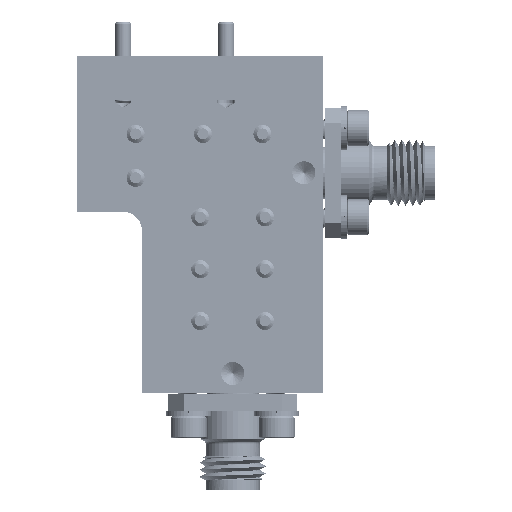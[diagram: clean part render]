
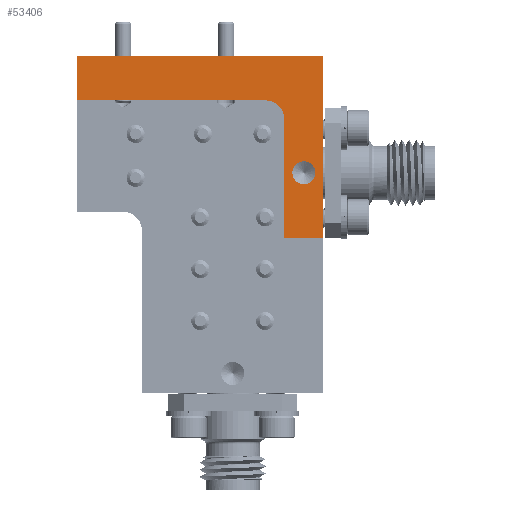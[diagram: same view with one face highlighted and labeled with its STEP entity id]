
A CAD part, front view. The second image highlights one B-rep face of the part: STEP entity #53406.
In plain terms, the highlighted planar face has unit normal (0, -1, 0).
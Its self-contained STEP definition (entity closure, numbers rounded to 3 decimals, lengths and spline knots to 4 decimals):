
#92 = EDGE_CURVE ( 'NONE', #37624, #75639, #50102, .T. ) ;
#577 = CARTESIAN_POINT ( 'NONE',  ( 0.325, 0., 0.33 ) ) ;
#909 = ORIENTED_EDGE ( 'NONE', *, *, #92, .F. ) ;
#1037 = FACE_BOUND ( 'NONE', #56753, .T. ) ;
#1164 = CARTESIAN_POINT ( 'NONE',  ( 0.4, 0., 0.255 ) ) ;
#1534 = ORIENTED_EDGE ( 'NONE', *, *, #19100, .F. ) ;
#2053 = CARTESIAN_POINT ( 'NONE',  ( 0., 0., 0.5 ) ) ;
#2321 = CARTESIAN_POINT ( 'NONE',  ( -0.4, 0., 0.33 ) ) ;
#2535 = CARTESIAN_POINT ( 'NONE',  ( 0.325, 0., 0.255 ) ) ;
#6385 = AXIS2_PLACEMENT_3D ( 'NONE', #21620, #35238, #82815 ) ;
#7636 = CARTESIAN_POINT ( 'NONE',  ( 0.475, 0., 0.05 ) ) ;
#8187 = LINE ( 'NONE', #80684, #13483 ) ;
#8625 = ORIENTED_EDGE ( 'NONE', *, *, #34888, .T. ) ;
#9809 = DIRECTION ( 'NONE',  ( 0., 0., 1. ) ) ;
#11277 = VERTEX_POINT ( 'NONE', #56979 ) ;
#11980 = LINE ( 'NONE', #77739, #52403 ) ;
#13483 = VECTOR ( 'NONE', #87247, 39.3701 ) ;
#13496 = CARTESIAN_POINT ( 'NONE',  ( 0.55, 0., -0.2 ) ) ;
#14313 = LINE ( 'NONE', #61020, #55727 ) ;
#14572 = LINE ( 'NONE', #41263, #84748 ) ;
#15478 = EDGE_CURVE ( 'NONE', #75639, #37624, #31488, .T. ) ;
#16271 = VERTEX_POINT ( 'NONE', #2321 ) ;
#18910 = AXIS2_PLACEMENT_3D ( 'NONE', #2535, #43254, #77699 ) ;
#18966 = VERTEX_POINT ( 'NONE', #577 ) ;
#19100 = EDGE_CURVE ( 'NONE', #36596, #62707, #57647, .T. ) ;
#21620 = CARTESIAN_POINT ( 'NONE',  ( 0.475, 0., 0.05 ) ) ;
#22064 = AXIS2_PLACEMENT_3D ( 'NONE', #7636, #62899, #22208 ) ;
#22208 = DIRECTION ( 'NONE',  ( 0., 0., -1. ) ) ;
#23514 = CARTESIAN_POINT ( 'NONE',  ( 0., 0., 0. ) ) ;
#24519 = EDGE_CURVE ( 'NONE', #18966, #79627, #47636, .T. ) ;
#24670 = VECTOR ( 'NONE', #56434, 39.3701 ) ;
#30445 = ORIENTED_EDGE ( 'NONE', *, *, #24519, .T. ) ;
#30492 = EDGE_LOOP ( 'NONE', ( #61126, #52846, #1534, #8625, #47259, #30445, #32432 ) ) ;
#31488 = CIRCLE ( 'NONE', #6385, 0.0445 ) ;
#32432 = ORIENTED_EDGE ( 'NONE', *, *, #68756, .T. ) ;
#34888 = EDGE_CURVE ( 'NONE', #36596, #16271, #14313, .T. ) ;
#35238 = DIRECTION ( 'NONE',  ( 0., -1., 0. ) ) ;
#36596 = VERTEX_POINT ( 'NONE', #67656 ) ;
#37624 = VERTEX_POINT ( 'NONE', #52956 ) ;
#41263 = CARTESIAN_POINT ( 'NONE',  ( 0., 0., 0.33 ) ) ;
#41390 = ORIENTED_EDGE ( 'NONE', *, *, #15478, .F. ) ;
#42647 = CARTESIAN_POINT ( 'NONE',  ( 0.55, 0., 0. ) ) ;
#43254 = DIRECTION ( 'NONE',  ( 0., 1., 0. ) ) ;
#43370 = EDGE_CURVE ( 'NONE', #16271, #18966, #14572, .T. ) ;
#47259 = ORIENTED_EDGE ( 'NONE', *, *, #43370, .T. ) ;
#47636 = CIRCLE ( 'NONE', #18910, 0.075 ) ;
#47824 = CARTESIAN_POINT ( 'NONE',  ( 0.475, 0., 0.0945 ) ) ;
#49180 = DIRECTION ( 'NONE',  ( 0., 0., -1. ) ) ;
#50102 = CIRCLE ( 'NONE', #22064, 0.0445 ) ;
#52403 = VECTOR ( 'NONE', #76569, 39.3701 ) ;
#52846 = ORIENTED_EDGE ( 'NONE', *, *, #81396, .F. ) ;
#52956 = CARTESIAN_POINT ( 'NONE',  ( 0.475, 0., 0.0055 ) ) ;
#53406 = ADVANCED_FACE ( 'NONE', ( #1037, #65920 ), #58236, .F. ) ;
#55727 = VECTOR ( 'NONE', #80667, 39.3701 ) ;
#56404 = VECTOR ( 'NONE', #49180, 39.3701 ) ;
#56434 = DIRECTION ( 'NONE',  ( 1., 0., 0. ) ) ;
#56753 = EDGE_LOOP ( 'NONE', ( #909, #41390 ) ) ;
#56979 = CARTESIAN_POINT ( 'NONE',  ( 0.4, 0., -0.2 ) ) ;
#57647 = LINE ( 'NONE', #2053, #24670 ) ;
#58236 = PLANE ( 'NONE',  #73383 ) ;
#61020 = CARTESIAN_POINT ( 'NONE',  ( -0.4, 0., 0. ) ) ;
#61126 = ORIENTED_EDGE ( 'NONE', *, *, #84140, .T. ) ;
#62707 = VERTEX_POINT ( 'NONE', #86258 ) ;
#62899 = DIRECTION ( 'NONE',  ( 0., -1., 0. ) ) ;
#65920 = FACE_OUTER_BOUND ( 'NONE', #30492, .T. ) ;
#65941 = LINE ( 'NONE', #42647, #56404 ) ;
#67656 = CARTESIAN_POINT ( 'NONE',  ( -0.4, 0., 0.5 ) ) ;
#68287 = DIRECTION ( 'NONE',  ( 1., 0., 0. ) ) ;
#68756 = EDGE_CURVE ( 'NONE', #79627, #11277, #8187, .T. ) ;
#70998 = DIRECTION ( 'NONE',  ( 0., 1., 0. ) ) ;
#73383 = AXIS2_PLACEMENT_3D ( 'NONE', #23514, #70998, #9809 ) ;
#75639 = VERTEX_POINT ( 'NONE', #47824 ) ;
#76569 = DIRECTION ( 'NONE',  ( 1., 0., 0. ) ) ;
#77699 = DIRECTION ( 'NONE',  ( 0., 0., -1. ) ) ;
#77739 = CARTESIAN_POINT ( 'NONE',  ( 0., 0., -0.2 ) ) ;
#79061 = VERTEX_POINT ( 'NONE', #13496 ) ;
#79627 = VERTEX_POINT ( 'NONE', #1164 ) ;
#80667 = DIRECTION ( 'NONE',  ( 0., 0., -1. ) ) ;
#80684 = CARTESIAN_POINT ( 'NONE',  ( 0.4, 0., 0. ) ) ;
#81396 = EDGE_CURVE ( 'NONE', #62707, #79061, #65941, .T. ) ;
#82815 = DIRECTION ( 'NONE',  ( 0., 0., -1. ) ) ;
#84140 = EDGE_CURVE ( 'NONE', #11277, #79061, #11980, .T. ) ;
#84748 = VECTOR ( 'NONE', #68287, 39.3701 ) ;
#86258 = CARTESIAN_POINT ( 'NONE',  ( 0.55, 0., 0.5 ) ) ;
#87247 = DIRECTION ( 'NONE',  ( 0., 0., -1. ) ) ;
